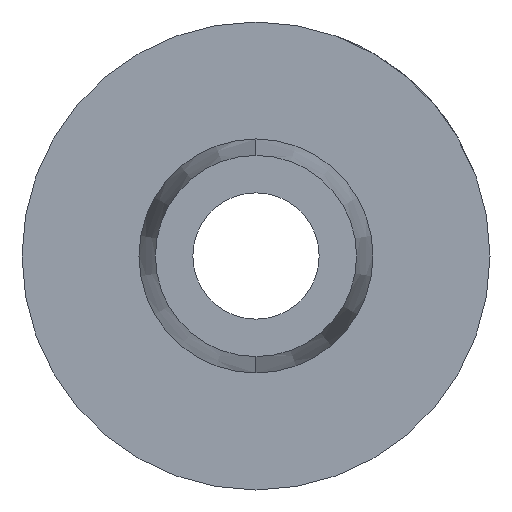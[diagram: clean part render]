
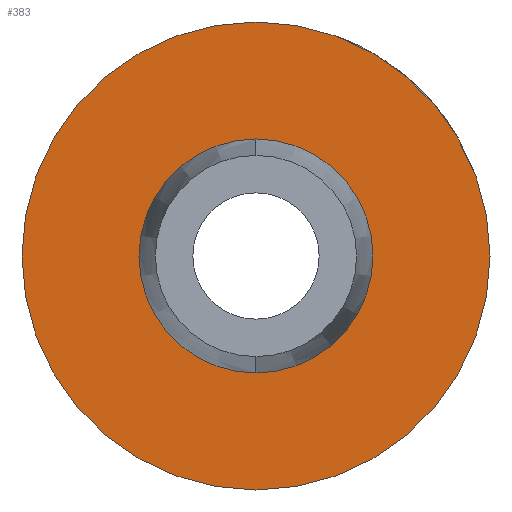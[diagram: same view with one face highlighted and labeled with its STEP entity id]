
A CAD part, left-side view. The second image highlights one B-rep face of the part: STEP entity #383.
In plain terms, the highlighted planar face has unit normal (-1, 0, 0).
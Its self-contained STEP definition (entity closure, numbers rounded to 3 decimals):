
#366 = AXIS2_PLACEMENT_3D ( 'NONE', #4437, #2149, #996 ) ;
#383 = ADVANCED_FACE ( 'NONE', ( #2610, #3562 ), #2774, .F. ) ;
#470 = AXIS2_PLACEMENT_3D ( 'NONE', #2458, #1440, #3320 ) ;
#553 = DIRECTION ( 'NONE',  ( 0., 0., 1. ) ) ;
#620 = ORIENTED_EDGE ( 'NONE', *, *, #5428, .T. ) ;
#652 = EDGE_LOOP ( 'NONE', ( #2228, #3826 ) ) ;
#921 = EDGE_CURVE ( 'NONE', #2501, #5784, #4493, .T. ) ;
#996 = DIRECTION ( 'NONE',  ( 0., 0., 1. ) ) ;
#1287 = CARTESIAN_POINT ( 'NONE',  ( 10.5, 0., -5. ) ) ;
#1372 = CARTESIAN_POINT ( 'NONE',  ( 10.5, 0., 2.5 ) ) ;
#1440 = DIRECTION ( 'NONE',  ( -1., 0., 0. ) ) ;
#1474 = DIRECTION ( 'NONE',  ( -1., 0., 0. ) ) ;
#1520 = EDGE_CURVE ( 'NONE', #3646, #4893, #3713, .T. ) ;
#1859 = CIRCLE ( 'NONE', #4317, 5. ) ;
#1902 = DIRECTION ( 'NONE',  ( -1., 0., 0. ) ) ;
#2032 = AXIS2_PLACEMENT_3D ( 'NONE', #4556, #6072, #5478 ) ;
#2149 = DIRECTION ( 'NONE',  ( -1., 0., 0. ) ) ;
#2228 = ORIENTED_EDGE ( 'NONE', *, *, #921, .F. ) ;
#2458 = CARTESIAN_POINT ( 'NONE',  ( 10.5, 0., 0. ) ) ;
#2501 = VERTEX_POINT ( 'NONE', #1372 ) ;
#2610 = FACE_BOUND ( 'NONE', #652, .T. ) ;
#2774 = PLANE ( 'NONE',  #2032 ) ;
#2907 = CARTESIAN_POINT ( 'NONE',  ( 10.5, 0., 5. ) ) ;
#3128 = EDGE_CURVE ( 'NONE', #5784, #2501, #4902, .T. ) ;
#3320 = DIRECTION ( 'NONE',  ( 0., 0., 1. ) ) ;
#3485 = ORIENTED_EDGE ( 'NONE', *, *, #1520, .T. ) ;
#3562 = FACE_OUTER_BOUND ( 'NONE', #4877, .T. ) ;
#3646 = VERTEX_POINT ( 'NONE', #1287 ) ;
#3713 = CIRCLE ( 'NONE', #5787, 5. ) ;
#3826 = ORIENTED_EDGE ( 'NONE', *, *, #3128, .F. ) ;
#4317 = AXIS2_PLACEMENT_3D ( 'NONE', #5770, #1902, #553 ) ;
#4437 = CARTESIAN_POINT ( 'NONE',  ( 10.5, 0., 0. ) ) ;
#4493 = CIRCLE ( 'NONE', #366, 2.5 ) ;
#4556 = CARTESIAN_POINT ( 'NONE',  ( 10.5, 2.5, 0. ) ) ;
#4877 = EDGE_LOOP ( 'NONE', ( #620, #3485 ) ) ;
#4893 = VERTEX_POINT ( 'NONE', #2907 ) ;
#4902 = CIRCLE ( 'NONE', #470, 2.5 ) ;
#5231 = DIRECTION ( 'NONE',  ( 0., 0., 1. ) ) ;
#5428 = EDGE_CURVE ( 'NONE', #4893, #3646, #1859, .T. ) ;
#5478 = DIRECTION ( 'NONE',  ( 0., 0., -1. ) ) ;
#5735 = CARTESIAN_POINT ( 'NONE',  ( 10.5, 0., 0. ) ) ;
#5770 = CARTESIAN_POINT ( 'NONE',  ( 10.5, 0., 0. ) ) ;
#5784 = VERTEX_POINT ( 'NONE', #5825 ) ;
#5787 = AXIS2_PLACEMENT_3D ( 'NONE', #5735, #1474, #5231 ) ;
#5825 = CARTESIAN_POINT ( 'NONE',  ( 10.5, 0., -2.5 ) ) ;
#6072 = DIRECTION ( 'NONE',  ( 1., 0., 0. ) ) ;
